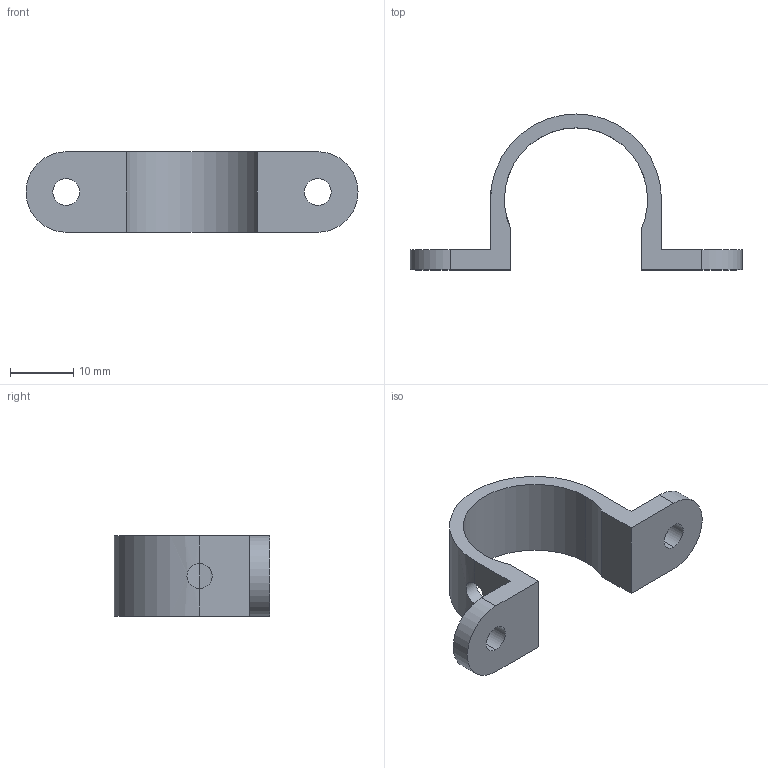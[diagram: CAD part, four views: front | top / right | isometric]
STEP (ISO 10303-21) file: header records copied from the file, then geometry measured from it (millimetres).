
FILE_DESCRIPTION (( 'STEP AP214' ), '1' );
FILE_NAME ('Pipe Strap.STEP', '2018-12-02T00:51:03', ( '' ), ( '' ), 'SwSTEP 2.0', 'SolidWorks 2018', '' );
FILE_SCHEMA (( 'AUTOMOTIVE_DESIGN' ));
Length unit declared in the file: inch
Products named in the file (1): Pipe Strap
Bounding box: 52.39 x 24.61 x 12.7 mm (x, y, z)
Volume: 2699.9 mm3; surface area: 2671.5 mm2
Topology: 1 solids, 1 shells, 22 faces, 62 edges, 40 vertices
Faces by surface type: cylinder 12, plane 10
Entity records: 846 total; most frequent: CARTESIAN_POINT 210, DIRECTION 126, ORIENTED_EDGE 124, EDGE_CURVE 62, AXIS2_PLACEMENT_3D 44, VERTEX_POINT 40, LINE 38, VECTOR 38
